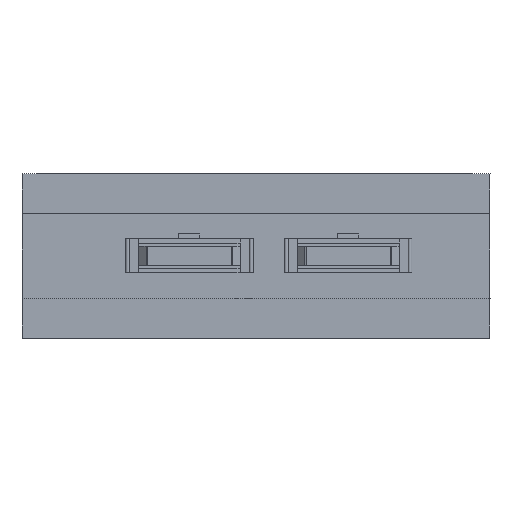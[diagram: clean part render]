
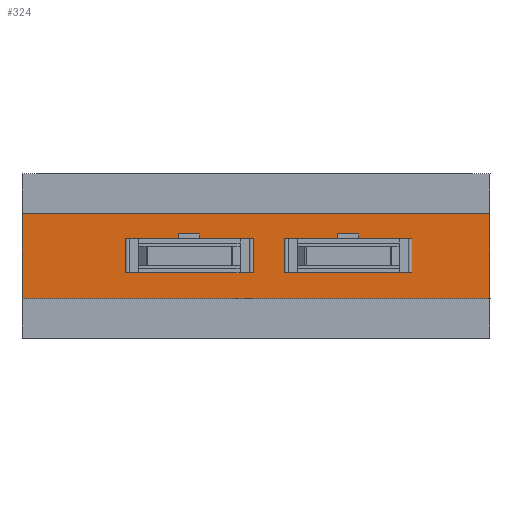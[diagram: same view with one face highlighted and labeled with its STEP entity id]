
A CAD part, top view. The second image highlights one B-rep face of the part: STEP entity #324.
In plain terms, the highlighted planar face has unit normal (0, 0, 1).
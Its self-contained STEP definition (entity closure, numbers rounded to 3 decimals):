
#59 = VERTEX_POINT('',#60);
#60 = CARTESIAN_POINT('',(79.5,0.,0.));
#66 = EDGE_CURVE('',#59,#67,#69,.T.);
#67 = VERTEX_POINT('',#68);
#68 = CARTESIAN_POINT('',(82.5,3.,0.));
#69 = CIRCLE('',#70,3.001);
#70 = AXIS2_PLACEMENT_3D('',#71,#72,#73);
#71 = CARTESIAN_POINT('',(79.499,3.001,0.));
#72 = DIRECTION('',(0.,0.,1.));
#73 = DIRECTION('',(0.,-1.,0.));
#99 = EDGE_CURVE('',#67,#100,#102,.T.);
#100 = VERTEX_POINT('',#101);
#101 = CARTESIAN_POINT('',(82.5,26.,0.));
#102 = LINE('',#103,#104);
#103 = CARTESIAN_POINT('',(82.5,3.,0.));
#104 = VECTOR('',#105,1.);
#105 = DIRECTION('',(0.,1.,0.));
#130 = EDGE_CURVE('',#100,#131,#133,.T.);
#131 = VERTEX_POINT('',#132);
#132 = CARTESIAN_POINT('',(79.5,29.,0.));
#133 = CIRCLE('',#134,3.001);
#134 = AXIS2_PLACEMENT_3D('',#135,#136,#137);
#135 = CARTESIAN_POINT('',(79.499,25.999,0.));
#136 = DIRECTION('',(0.,0.,1.));
#137 = DIRECTION('',(1.,0.,0.));
#163 = EDGE_CURVE('',#131,#164,#166,.T.);
#164 = VERTEX_POINT('',#165);
#165 = CARTESIAN_POINT('',(3.,29.,0.));
#166 = LINE('',#167,#168);
#167 = CARTESIAN_POINT('',(79.5,29.,0.));
#168 = VECTOR('',#169,1.);
#169 = DIRECTION('',(-1.,0.,0.));
#194 = EDGE_CURVE('',#164,#195,#197,.T.);
#195 = VERTEX_POINT('',#196);
#196 = CARTESIAN_POINT('',(0.,26.,0.));
#197 = CIRCLE('',#198,3.001);
#198 = AXIS2_PLACEMENT_3D('',#199,#200,#201);
#199 = CARTESIAN_POINT('',(3.001,25.999,0.));
#200 = DIRECTION('',(0.,0.,1.));
#201 = DIRECTION('',(0.,1.,0.));
#227 = EDGE_CURVE('',#195,#228,#230,.T.);
#228 = VERTEX_POINT('',#229);
#229 = CARTESIAN_POINT('',(0.,3.,0.));
#230 = LINE('',#231,#232);
#231 = CARTESIAN_POINT('',(0.,26.,0.));
#232 = VECTOR('',#233,1.);
#233 = DIRECTION('',(0.,-1.,0.));
#258 = EDGE_CURVE('',#228,#259,#261,.T.);
#259 = VERTEX_POINT('',#260);
#260 = CARTESIAN_POINT('',(3.,0.,0.));
#261 = CIRCLE('',#262,3.001);
#262 = AXIS2_PLACEMENT_3D('',#263,#264,#265);
#263 = CARTESIAN_POINT('',(3.001,3.001,0.));
#264 = DIRECTION('',(0.,0.,1.));
#265 = DIRECTION('',(-1.,0.,0.));
#291 = EDGE_CURVE('',#259,#59,#292,.T.);
#292 = LINE('',#293,#294);
#293 = CARTESIAN_POINT('',(3.,0.,0.));
#294 = VECTOR('',#295,1.);
#295 = DIRECTION('',(1.,0.,0.));
#324 = ADVANCED_FACE('',(#325),#335,.F.);
#325 = FACE_BOUND('',#326,.T.);
#326 = EDGE_LOOP('',(#327,#328,#329,#330,#331,#332,#333,#334));
#327 = ORIENTED_EDGE('',*,*,#66,.T.);
#328 = ORIENTED_EDGE('',*,*,#99,.T.);
#329 = ORIENTED_EDGE('',*,*,#130,.T.);
#330 = ORIENTED_EDGE('',*,*,#163,.T.);
#331 = ORIENTED_EDGE('',*,*,#194,.T.);
#332 = ORIENTED_EDGE('',*,*,#227,.T.);
#333 = ORIENTED_EDGE('',*,*,#258,.T.);
#334 = ORIENTED_EDGE('',*,*,#291,.T.);
#335 = PLANE('',#336);
#336 = AXIS2_PLACEMENT_3D('',#337,#338,#339);
#337 = CARTESIAN_POINT('',(79.5,0.,0.));
#338 = DIRECTION('',(0.,0.,-1.));
#339 = DIRECTION('',(-1.,0.,0.));
